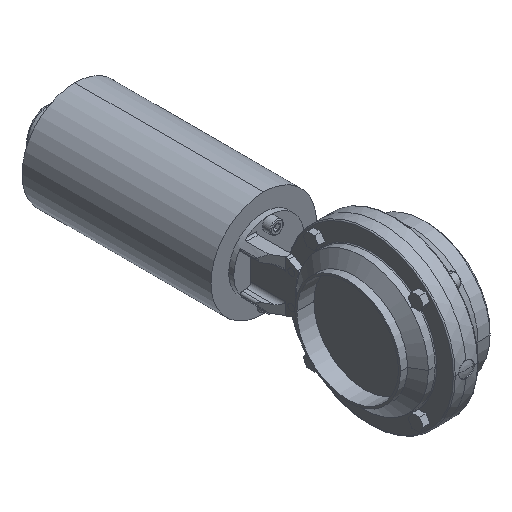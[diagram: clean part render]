
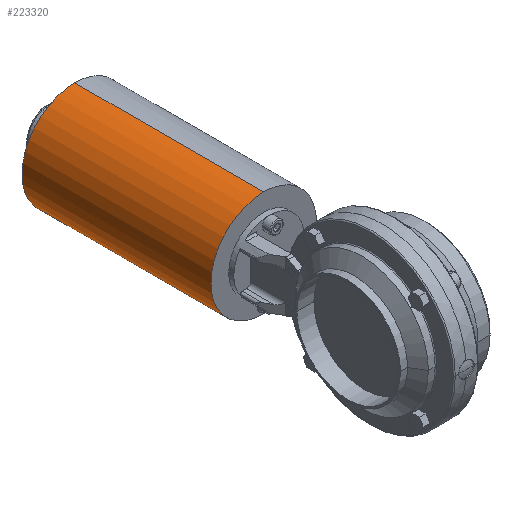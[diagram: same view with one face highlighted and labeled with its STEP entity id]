
A CAD part, isometric view. The second image highlights one B-rep face of the part: STEP entity #223320.
In plain terms, the highlighted cylindrical face has radius 52 mm (diameter 104 mm), a partial arc.
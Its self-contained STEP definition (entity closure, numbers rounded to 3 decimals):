
#60=CARTESIAN_POINT('',(133.857,302.442,
-0.063));
#70=DIRECTION('',(0.,-1.,0.));
#80=DIRECTION('',(0.,0.,-1.));
#90=AXIS2_PLACEMENT_3D('',#60,#70,#80);
#100=CIRCLE('',#90,52.);
#110=CARTESIAN_POINT('',(133.857,302.442,
-52.063));
#120=VERTEX_POINT('',#110);
#130=CARTESIAN_POINT('',(133.857,302.442,
51.937));
#140=VERTEX_POINT('',#130);
#170=EDGE_CURVE('',#140,#120,#100,.T.);
#3580=CARTESIAN_POINT('',(133.857,116.442,
-0.063));
#3590=DIRECTION('',(0.,-1.,0.));
#3600=DIRECTION('',(0.,0.,-1.));
#3610=AXIS2_PLACEMENT_3D('',#3580,#3590,#3600);
#3620=CIRCLE('',#3610,52.);
#3630=CARTESIAN_POINT('',(133.857,116.442,
-52.063));
#3640=VERTEX_POINT('',#3630);
#3650=CARTESIAN_POINT('',(133.857,116.442,
51.937));
#3660=VERTEX_POINT('',#3650);
#3690=EDGE_CURVE('',#3660,#3640,#3620,.T.);
#223110=CARTESIAN_POINT('',(133.857,301.942,
-0.063));
#223120=DIRECTION('',(0.,-1.,0.));
#223130=DIRECTION('',(0.,0.,-1.));
#223140=AXIS2_PLACEMENT_3D('',#223110,#223120,#223130);
#223150=CYLINDRICAL_SURFACE('',#223140,52.);
#223160=CARTESIAN_POINT('',(133.857,301.942,
-52.063));
#223170=DIRECTION('',(0.,-1.,0.));
#223180=VECTOR('',#223170,1.);
#223190=LINE('',#223160,#223180);
#223200=EDGE_CURVE('',#120,#3640,#223190,.T.);
#223210=ORIENTED_EDGE('',*,*,#223200,.T.);
#223220=ORIENTED_EDGE('',*,*,#170,.T.);
#223230=CARTESIAN_POINT('',(133.857,301.942,
51.937));
#223240=DIRECTION('',(0.,-1.,0.));
#223250=VECTOR('',#223240,1.);
#223260=LINE('',#223230,#223250);
#223270=EDGE_CURVE('',#140,#3660,#223260,.T.);
#223280=ORIENTED_EDGE('',*,*,#223270,.F.);
#223290=ORIENTED_EDGE('',*,*,#3690,.F.);
#223300=EDGE_LOOP('',(#223290,#223280,#223220,#223210));
#223310=FACE_OUTER_BOUND('',#223300,.T.);
#223320=ADVANCED_FACE('',(#223310),#223150,.T.);
